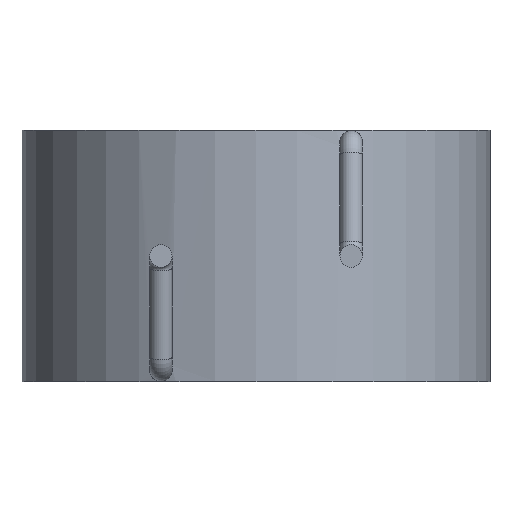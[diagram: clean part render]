
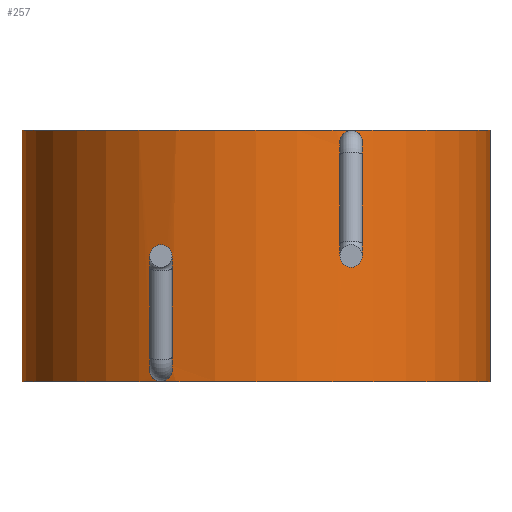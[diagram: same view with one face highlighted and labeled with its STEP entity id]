
A CAD part, front view. The second image highlights one B-rep face of the part: STEP entity #257.
In plain terms, the highlighted cylindrical face has radius 6.15 mm (diameter 12.3 mm), a full revolution.
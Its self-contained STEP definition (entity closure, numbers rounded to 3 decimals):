
#19=FACE_BOUND('',#64,.T.);
#20=FACE_BOUND('',#65,.T.);
#21=B_SPLINE_CURVE_WITH_KNOTS('',3,(#445,#446,#447,#448,#449,#450,#451,
#452,#453,#454,#455,#456,#457,#458,#459,#460,#461,#462,#463),
 .UNSPECIFIED.,.F.,.F.,(4,2,2,2,3,2,2,2,4),(-0.046,-0.034,
-0.023,-0.011,0.,0.011,0.022,
0.034,0.046),.UNSPECIFIED.);
#22=B_SPLINE_CURVE_WITH_KNOTS('',3,(#464,#465,#466,#467,#468,#469,#470,
#471,#472,#473,#474,#475,#476,#477,#478,#479,#480,#481),.UNSPECIFIED.,.F.,
 .F.,(4,2,2,2,2,2,2,2,4),(0.046,0.059,0.071,
0.082,0.093,0.105,0.116,
0.128,0.14),.UNSPECIFIED.);
#23=B_SPLINE_CURVE_WITH_KNOTS('',3,(#484,#485,#486,#487,#488,#489,#490,
#491,#492,#493,#494,#495,#496,#497,#498,#499,#500,#501,#502),
 .UNSPECIFIED.,.F.,.F.,(4,2,2,2,3,2,2,2,4),(-0.047,-0.035,
-0.022,-0.011,0.,0.011,
0.023,0.035,0.047),.UNSPECIFIED.);
#24=B_SPLINE_CURVE_WITH_KNOTS('',3,(#503,#504,#505,#506,#507,#508,#509,
#510,#511,#512,#513,#514,#515,#516,#517,#518,#519,#520),.UNSPECIFIED.,.F.,
 .F.,(4,2,2,2,2,2,2,2,4),(0.047,0.059,0.071,
0.082,0.093,0.104,0.115,
0.127,0.14),.UNSPECIFIED.);
#25=LINE('',#438,#32);
#32=VECTOR('',#345,6.15);
#39=CYLINDRICAL_SURFACE('',#290,6.15);
#48=FACE_OUTER_BOUND('',#63,.T.);
#63=EDGE_LOOP('',(#177,#178,#179,#180,#181,#182));
#64=EDGE_LOOP('',(#183,#184));
#65=EDGE_LOOP('',(#185,#186));
#82=CIRCLE('',#291,6.15);
#83=CIRCLE('',#292,6.15);
#84=CIRCLE('',#293,6.15);
#85=CIRCLE('',#294,6.15);
#110=VERTEX_POINT('',#434);
#111=VERTEX_POINT('',#435);
#112=VERTEX_POINT('',#437);
#113=VERTEX_POINT('',#439);
#114=VERTEX_POINT('',#443);
#115=VERTEX_POINT('',#444);
#116=VERTEX_POINT('',#482);
#117=VERTEX_POINT('',#483);
#138=EDGE_CURVE('',#110,#111,#82,.T.);
#139=EDGE_CURVE('',#111,#112,#25,.T.);
#140=EDGE_CURVE('',#112,#113,#83,.T.);
#141=EDGE_CURVE('',#113,#112,#84,.T.);
#142=EDGE_CURVE('',#111,#110,#85,.T.);
#143=EDGE_CURVE('',#114,#115,#21,.T.);
#144=EDGE_CURVE('',#115,#114,#22,.T.);
#145=EDGE_CURVE('',#116,#117,#23,.T.);
#146=EDGE_CURVE('',#117,#116,#24,.T.);
#177=ORIENTED_EDGE('',*,*,#138,.T.);
#178=ORIENTED_EDGE('',*,*,#139,.T.);
#179=ORIENTED_EDGE('',*,*,#140,.T.);
#180=ORIENTED_EDGE('',*,*,#141,.T.);
#181=ORIENTED_EDGE('',*,*,#139,.F.);
#182=ORIENTED_EDGE('',*,*,#142,.T.);
#183=ORIENTED_EDGE('',*,*,#143,.T.);
#184=ORIENTED_EDGE('',*,*,#144,.T.);
#185=ORIENTED_EDGE('',*,*,#145,.T.);
#186=ORIENTED_EDGE('',*,*,#146,.T.);
#257=ADVANCED_FACE('',(#48,#19,#20),#39,.T.);
#290=AXIS2_PLACEMENT_3D('',#433,#341,#342);
#291=AXIS2_PLACEMENT_3D('',#436,#343,#344);
#292=AXIS2_PLACEMENT_3D('',#440,#346,#347);
#293=AXIS2_PLACEMENT_3D('',#441,#348,#349);
#294=AXIS2_PLACEMENT_3D('',#442,#350,#351);
#341=DIRECTION('center_axis',(0.,0.,-1.));
#342=DIRECTION('ref_axis',(-1.,0.,0.));
#343=DIRECTION('center_axis',(0.,0.,1.));
#344=DIRECTION('ref_axis',(-1.,0.,0.));
#345=DIRECTION('',(0.,0.,1.));
#346=DIRECTION('center_axis',(0.,0.,-1.));
#347=DIRECTION('ref_axis',(-1.,0.,0.));
#348=DIRECTION('center_axis',(0.,0.,-1.));
#349=DIRECTION('ref_axis',(-1.,0.,0.));
#350=DIRECTION('center_axis',(0.,0.,1.));
#351=DIRECTION('ref_axis',(-1.,0.,0.));
#433=CARTESIAN_POINT('Origin',(0.,9.15,3.3));
#434=CARTESIAN_POINT('',(-6.15,9.15,-3.3));
#435=CARTESIAN_POINT('',(6.15,9.15,-3.3));
#436=CARTESIAN_POINT('Origin',(0.,9.15,-3.3));
#437=CARTESIAN_POINT('',(6.15,9.15,3.3));
#438=CARTESIAN_POINT('',(6.15,9.15,3.3));
#439=CARTESIAN_POINT('',(-6.15,9.15,3.3));
#440=CARTESIAN_POINT('Origin',(0.,9.15,3.3));
#441=CARTESIAN_POINT('Origin',(0.,9.15,3.3));
#442=CARTESIAN_POINT('Origin',(0.,9.15,-3.3));
#443=CARTESIAN_POINT('',(2.5,3.531,2.705));
#444=CARTESIAN_POINT('',(2.5,3.531,3.295));
#445=CARTESIAN_POINT('Ctrl Pts',(2.5,3.531,2.705));
#446=CARTESIAN_POINT('Ctrl Pts',(2.464,3.515,2.705));
#447=CARTESIAN_POINT('Ctrl Pts',(2.425,3.498,2.712));
#448=CARTESIAN_POINT('Ctrl Pts',(2.352,3.467,2.742));
#449=CARTESIAN_POINT('Ctrl Pts',(2.318,3.454,2.764));
#450=CARTESIAN_POINT('Ctrl Pts',(2.266,3.433,2.817));
#451=CARTESIAN_POINT('Ctrl Pts',(2.243,3.424,2.85));
#452=CARTESIAN_POINT('Ctrl Pts',(2.213,3.412,2.922));
#453=CARTESIAN_POINT('Ctrl Pts',(2.205,3.409,2.962));
#454=CARTESIAN_POINT('Ctrl Pts',(2.205,3.409,3.));
#455=CARTESIAN_POINT('Ctrl Pts',(2.205,3.409,3.037));
#456=CARTESIAN_POINT('Ctrl Pts',(2.212,3.412,3.076));
#457=CARTESIAN_POINT('Ctrl Pts',(2.242,3.423,3.147));
#458=CARTESIAN_POINT('Ctrl Pts',(2.263,3.432,3.18));
#459=CARTESIAN_POINT('Ctrl Pts',(2.315,3.452,3.233));
#460=CARTESIAN_POINT('Ctrl Pts',(2.349,3.466,3.257));
#461=CARTESIAN_POINT('Ctrl Pts',(2.423,3.497,3.288));
#462=CARTESIAN_POINT('Ctrl Pts',(2.463,3.515,3.295));
#463=CARTESIAN_POINT('Ctrl Pts',(2.5,3.531,3.295));
#464=CARTESIAN_POINT('Ctrl Pts',(2.5,3.531,3.295));
#465=CARTESIAN_POINT('Ctrl Pts',(2.538,3.548,3.295));
#466=CARTESIAN_POINT('Ctrl Pts',(2.578,3.566,3.287));
#467=CARTESIAN_POINT('Ctrl Pts',(2.652,3.601,3.256));
#468=CARTESIAN_POINT('Ctrl Pts',(2.686,3.617,3.232));
#469=CARTESIAN_POINT('Ctrl Pts',(2.737,3.643,3.179));
#470=CARTESIAN_POINT('Ctrl Pts',(2.759,3.653,3.147));
#471=CARTESIAN_POINT('Ctrl Pts',(2.788,3.668,3.076));
#472=CARTESIAN_POINT('Ctrl Pts',(2.795,3.672,3.037));
#473=CARTESIAN_POINT('Ctrl Pts',(2.795,3.672,2.962));
#474=CARTESIAN_POINT('Ctrl Pts',(2.787,3.668,2.922));
#475=CARTESIAN_POINT('Ctrl Pts',(2.757,3.652,2.849));
#476=CARTESIAN_POINT('Ctrl Pts',(2.734,3.641,2.817));
#477=CARTESIAN_POINT('Ctrl Pts',(2.682,3.615,2.765));
#478=CARTESIAN_POINT('Ctrl Pts',(2.648,3.599,2.742));
#479=CARTESIAN_POINT('Ctrl Pts',(2.576,3.565,2.712));
#480=CARTESIAN_POINT('Ctrl Pts',(2.537,3.547,2.705));
#481=CARTESIAN_POINT('Ctrl Pts',(2.5,3.531,2.705));
#482=CARTESIAN_POINT('',(-2.5,3.531,-3.295));
#483=CARTESIAN_POINT('',(-2.5,3.531,-2.705));
#484=CARTESIAN_POINT('Ctrl Pts',(-2.5,3.531,-3.295));
#485=CARTESIAN_POINT('Ctrl Pts',(-2.538,3.548,-3.295));
#486=CARTESIAN_POINT('Ctrl Pts',(-2.578,3.566,-3.287));
#487=CARTESIAN_POINT('Ctrl Pts',(-2.652,3.601,-3.256));
#488=CARTESIAN_POINT('Ctrl Pts',(-2.686,3.617,-3.232));
#489=CARTESIAN_POINT('Ctrl Pts',(-2.737,3.643,-3.179));
#490=CARTESIAN_POINT('Ctrl Pts',(-2.759,3.653,-3.147));
#491=CARTESIAN_POINT('Ctrl Pts',(-2.788,3.668,-3.076));
#492=CARTESIAN_POINT('Ctrl Pts',(-2.795,3.672,-3.037));
#493=CARTESIAN_POINT('Ctrl Pts',(-2.795,3.672,-3.));
#494=CARTESIAN_POINT('Ctrl Pts',(-2.795,3.672,-2.962));
#495=CARTESIAN_POINT('Ctrl Pts',(-2.787,3.668,-2.922));
#496=CARTESIAN_POINT('Ctrl Pts',(-2.757,3.652,-2.849));
#497=CARTESIAN_POINT('Ctrl Pts',(-2.734,3.641,-2.817));
#498=CARTESIAN_POINT('Ctrl Pts',(-2.682,3.615,-2.765));
#499=CARTESIAN_POINT('Ctrl Pts',(-2.648,3.599,-2.742));
#500=CARTESIAN_POINT('Ctrl Pts',(-2.576,3.565,-2.712));
#501=CARTESIAN_POINT('Ctrl Pts',(-2.537,3.547,-2.705));
#502=CARTESIAN_POINT('Ctrl Pts',(-2.5,3.531,-2.705));
#503=CARTESIAN_POINT('Ctrl Pts',(-2.5,3.531,-2.705));
#504=CARTESIAN_POINT('Ctrl Pts',(-2.464,3.515,-2.705));
#505=CARTESIAN_POINT('Ctrl Pts',(-2.425,3.498,-2.712));
#506=CARTESIAN_POINT('Ctrl Pts',(-2.352,3.467,-2.742));
#507=CARTESIAN_POINT('Ctrl Pts',(-2.318,3.454,-2.764));
#508=CARTESIAN_POINT('Ctrl Pts',(-2.266,3.433,-2.817));
#509=CARTESIAN_POINT('Ctrl Pts',(-2.243,3.424,-2.85));
#510=CARTESIAN_POINT('Ctrl Pts',(-2.213,3.412,-2.922));
#511=CARTESIAN_POINT('Ctrl Pts',(-2.205,3.409,-2.962));
#512=CARTESIAN_POINT('Ctrl Pts',(-2.205,3.409,-3.037));
#513=CARTESIAN_POINT('Ctrl Pts',(-2.212,3.412,-3.076));
#514=CARTESIAN_POINT('Ctrl Pts',(-2.242,3.423,-3.147));
#515=CARTESIAN_POINT('Ctrl Pts',(-2.263,3.432,-3.18));
#516=CARTESIAN_POINT('Ctrl Pts',(-2.315,3.452,-3.233));
#517=CARTESIAN_POINT('Ctrl Pts',(-2.349,3.466,-3.257));
#518=CARTESIAN_POINT('Ctrl Pts',(-2.423,3.497,-3.288));
#519=CARTESIAN_POINT('Ctrl Pts',(-2.463,3.515,-3.295));
#520=CARTESIAN_POINT('Ctrl Pts',(-2.5,3.531,-3.295));
